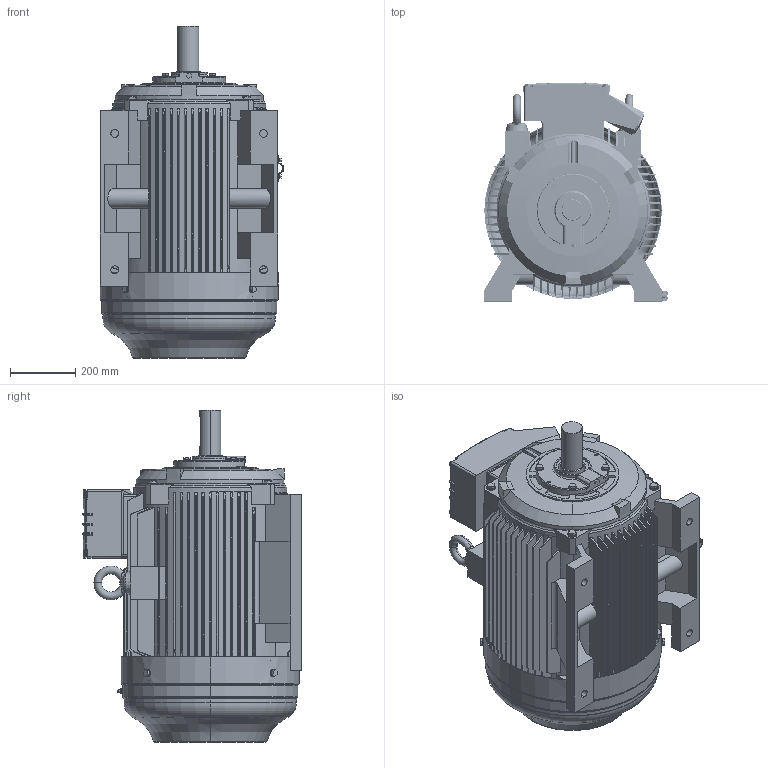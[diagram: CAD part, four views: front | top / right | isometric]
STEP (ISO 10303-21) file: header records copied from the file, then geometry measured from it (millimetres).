
FILE_DESCRIPTION((''),'2;1');
FILE_NAME('1WEM280B32','2012-12-22T',('Administrator'),(''),'PRO/ENGINEER BY PARAMETRIC TECHNOLOGY CORPORATION, 2009280','PRO/ENGINEER BY PARAMETRIC TECHNOLOGY CORPORATION, 2009280','');
FILE_SCHEMA(('CONFIG_CONTROL_DESIGN'));
Products named in the file (1): 1WEM280B32
Bounding box: 563.5 x 672.34 x 1020 mm (x, y, z)
Volume: 140792893.8 mm3; surface area: 5510476.2 mm2
Topology: 1 solids, 10 shells, 7266 faces, 20967 edges, 13841 vertices
Faces by surface type: plane 3709, cylinder 3160, cone 289, torus 76, bspline 28, sphere 4
Entity records: 249382 total; most frequent: CARTESIAN_POINT 52550, ORIENTED_EDGE 41926, DIRECTION 40257, EDGE_CURVE 20963, VERTEX_POINT 13841, AXIS2_PLACEMENT_3D 13567, VECTOR 13123, LINE 13123
